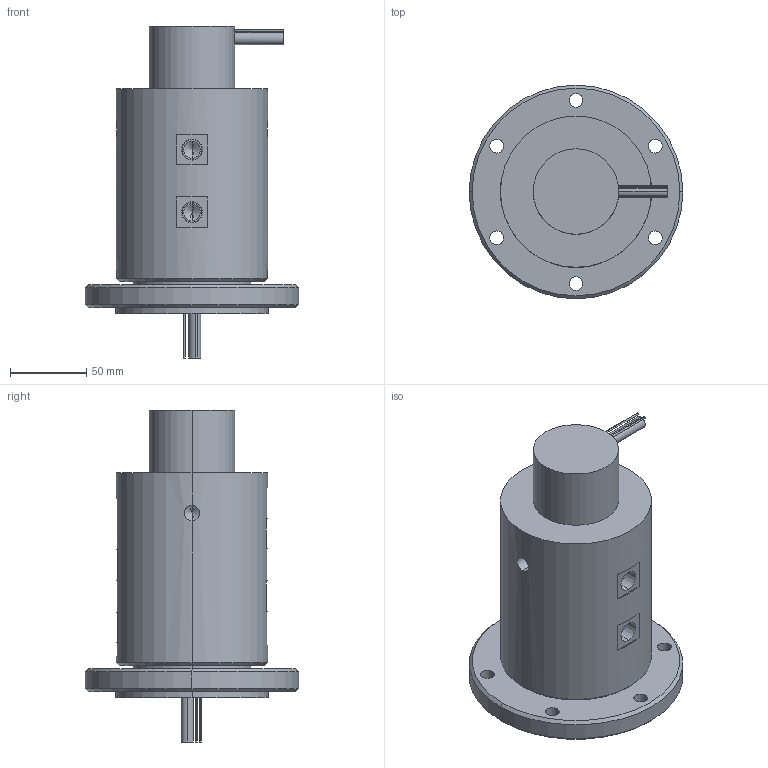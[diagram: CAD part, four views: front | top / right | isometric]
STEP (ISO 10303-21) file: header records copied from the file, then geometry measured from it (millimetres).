
FILE_DESCRIPTION (( 'STEP AP214' ), '1' );
FILE_NAME ('RX01102002.STEP', '2020-11-09T02:58:20', ( 'admin321' ), ( '' ), 'SwSTEP 2.0', 'SolidWorks 2014', '' );
FILE_SCHEMA (( 'AUTOMOTIVE_DESIGN' ));
Length unit declared in the file: millimetre
Products named in the file (1): RX01102002
Bounding box: 140 x 140 x 217.5 mm (x, y, z)
Volume: 1319305.6 mm3; surface area: 101027.8 mm2
Topology: 1 solids, 1 shells, 131 faces, 295 edges, 176 vertices
Faces by surface type: cylinder 56, cone 42, plane 33
Entity records: 3841 total; most frequent: CARTESIAN_POINT 845, DIRECTION 677, ORIENTED_EDGE 550, AXIS2_PLACEMENT_3D 280, EDGE_CURVE 275, VERTEX_POINT 176, EDGE_LOOP 173, CIRCLE 148
